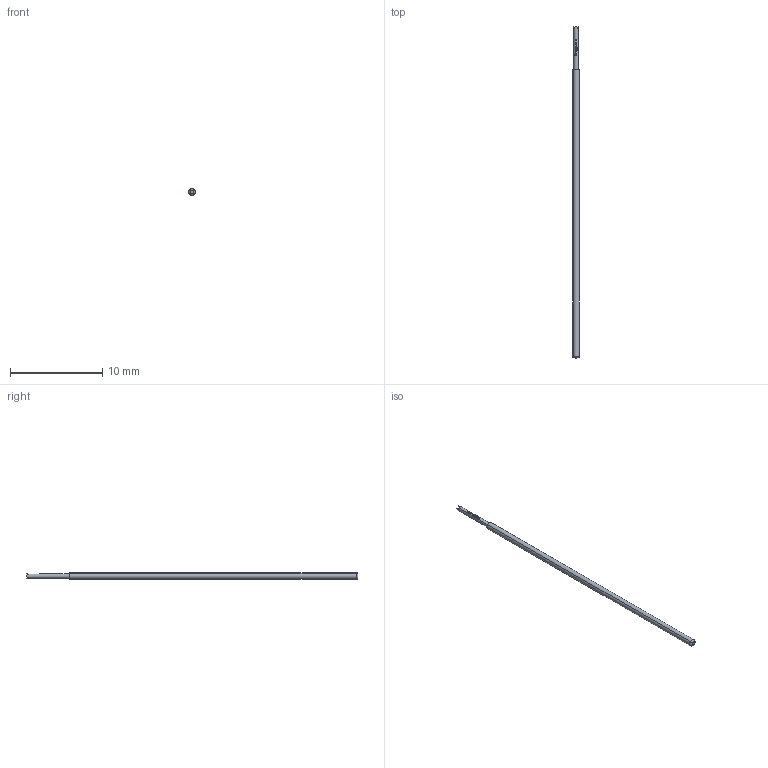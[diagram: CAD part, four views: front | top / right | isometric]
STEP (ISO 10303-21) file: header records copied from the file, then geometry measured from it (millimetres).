
FILE_DESCRIPTION (( 'STEP AP203' ), '1' );
FILE_NAME ('INGUN_UKS-051_204_051_A.STEP', '2022-04-21T05:28:12', ( 'ochi' ), ( '' ), 'SwSTEP 2.0', 'SolidWorks 2018', '' );
FILE_SCHEMA (( 'CONFIG_CONTROL_DESIGN' ));
Length unit declared in the file: millimetre
Products named in the file (1): INGUN_UKS-051_204_051_A
Bounding box: 0.75 x 36 x 0.75 mm (x, y, z)
Volume: 14.7 mm3; surface area: 82 mm2
Topology: 1 solids, 1 shells, 79 faces, 205 edges, 134 vertices
Faces by surface type: plane 44, bspline 22, cylinder 11, torus 2
Entity records: 3883 total; most frequent: CARTESIAN_POINT 2268, ORIENTED_EDGE 410, EDGE_CURVE 205, DIRECTION 166, B_SPLINE_CURVE_WITH_KNOTS 161, VERTEX_POINT 134, EDGE_LOOP 85, ADVANCED_FACE 79
